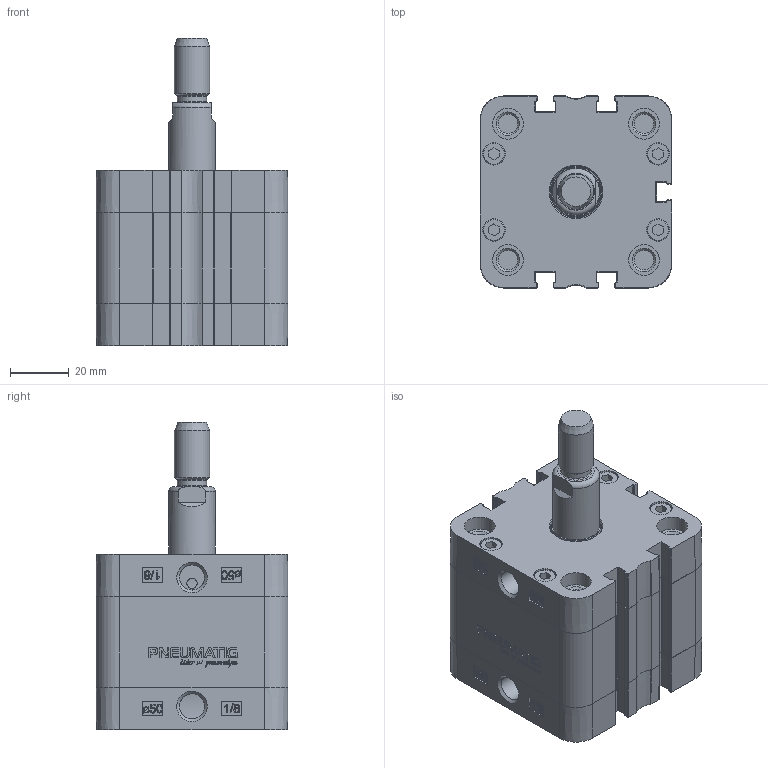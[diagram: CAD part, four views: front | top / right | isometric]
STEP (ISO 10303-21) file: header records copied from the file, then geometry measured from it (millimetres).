
FILE_DESCRIPTION(/* description */ (''),/* implementation_level */ '2;1');
FILE_NAME(/* name */ 'C-D-50-1000-MR.stp',/* time_stamp */ '2016-02-05T15:12:25+01:00',/* author */ (''),/* organization */ (''),/* preprocessor_version */ 'ST-DEVELOPER v15.2',/* originating_system */ 'Autodesk Translator Framework v2.0.0.5431',/* authorisation */ '');
FILE_SCHEMA (('AUTOMOTIVE_DESIGN { 1 0 10303 214 3 1 1 }'));
Products named in the file (1): (Unsaved)
Bounding box: 65.5 x 65.5 x 105 mm (x, y, z)
Volume: 183755.1 mm3; surface area: 52762.5 mm2
Topology: 4 solids, 12 shells, 1542 faces, 4141 edges, 2714 vertices
Faces by surface type: bspline 755, plane 507, cylinder 199, torus 45, cone 36
Full cylindrical faces by diameter (mm): 3.5 x1, 5.2 x8, 6.647 x1, 7.5 x8, 7.7 x8, 8.566 x2, 10 x1, 10.5 x8, 12 x2, 16 x1, 16.54 x1, 17.7 x1, 18 x1, 20.5 x1, 50 x1
Entity records: 55758 total; most frequent: CARTESIAN_POINT 22387, ORIENTED_EDGE 8112, DIRECTION 4577, EDGE_CURVE 4036, VERTEX_POINT 2699, LINE 2003, VECTOR 2003, EDGE_LOOP 1741
